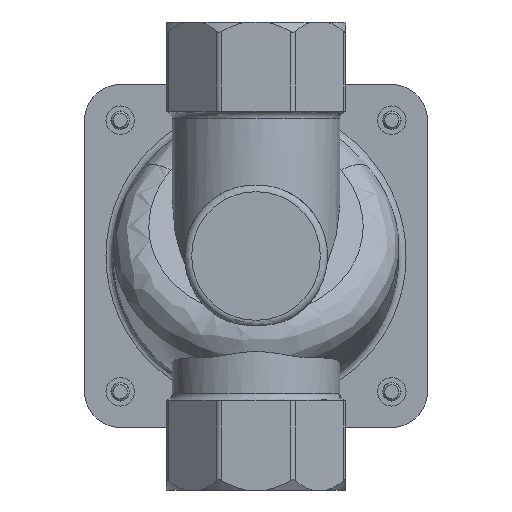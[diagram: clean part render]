
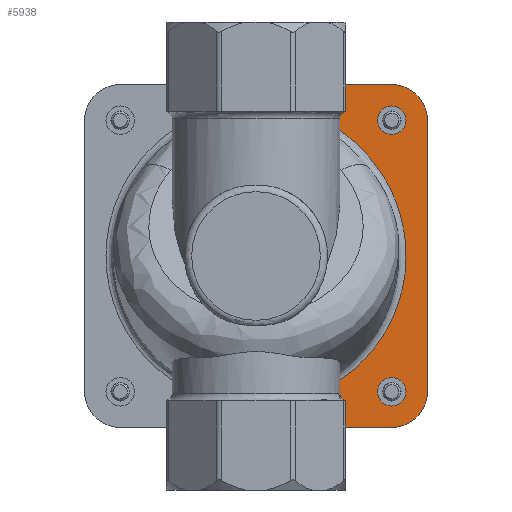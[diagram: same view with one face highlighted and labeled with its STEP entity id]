
A CAD part, front view. The second image highlights one B-rep face of the part: STEP entity #5938.
In plain terms, the highlighted planar face has unit normal (0, -1, 0).
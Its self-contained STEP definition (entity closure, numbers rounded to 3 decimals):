
#91=FACE_BOUND('',#1563,.T.);
#92=FACE_BOUND('',#1564,.T.);
#240=PLANE('',#6397);
#334=LINE('',#8674,#666);
#445=LINE('',#10892,#777);
#477=LINE('',#11537,#809);
#478=LINE('',#11541,#810);
#479=LINE('',#11544,#811);
#666=VECTOR('',#6867,10.);
#777=VECTOR('',#7160,10.);
#809=VECTOR('',#7296,10.);
#810=VECTOR('',#7299,10.);
#811=VECTOR('',#7302,10.);
#1214=FACE_OUTER_BOUND('',#1562,.T.);
#1562=EDGE_LOOP('',(#4549,#4550,#4551,#4552,#4553,#4554,#4555,#4556,#4557,
#4558,#4559,#4560,#4561));
#1563=EDGE_LOOP('',(#4562));
#1564=EDGE_LOOP('',(#4563));
#1848=CIRCLE('',#6398,10.);
#1849=CIRCLE('',#6399,10.);
#1850=CIRCLE('',#6400,4.);
#1851=CIRCLE('',#6401,4.);
#2237=B_SPLINE_CURVE_WITH_KNOTS('',3,(#10409,#10410,#10411,#10412,#10413,
#10414,#10415,#10416,#10417,#10418,#10419,#10420),.UNSPECIFIED.,.F.,.F.,
(4,2,2,2,2,4),(0.247,0.376,0.509,0.522,
0.616,0.745),.UNSPECIFIED.);
#2276=B_SPLINE_CURVE_WITH_KNOTS('',3,(#11467,#11468,#11469,#11470,#11471,
#11472,#11473,#11474,#11475,#11476,#11477,#11478),.UNSPECIFIED.,.F.,.F.,
(4,1,1,1,1,1,1,1,1,4),(-11.377,-9.993,-8.609,
-7.224,-5.84,-4.456,-3.072,
-2.379,-2.033,-1.978),.UNSPECIFIED.);
#2277=B_SPLINE_CURVE_WITH_KNOTS('',3,(#11479,#11480,#11481,#11482),
 .UNSPECIFIED.,.F.,.F.,(4,4),(1.245,1.248),
 .UNSPECIFIED.);
#2278=B_SPLINE_CURVE_WITH_KNOTS('',3,(#11485,#11486,#11487,#11488,#11489,
#11490),.UNSPECIFIED.,.F.,.F.,(4,2,4),(0.524,0.554,
0.59),.UNSPECIFIED.);
#2279=B_SPLINE_CURVE_WITH_KNOTS('',3,(#11491,#11492,#11493,#11494,#11495,
#11496),.UNSPECIFIED.,.F.,.F.,(4,2,4),(1.796,1.857,
1.926),.UNSPECIFIED.);
#2283=B_SPLINE_CURVE_WITH_KNOTS('',3,(#11526,#11527,#11528,#11529,#11530,
#11531,#11532,#11533,#11534,#11535),.UNSPECIFIED.,.F.,.F.,(4,2,2,2,4),(0.725,
0.767,0.848,0.946,1.008),
 .UNSPECIFIED.);
#2384=VERTEX_POINT('',#8666);
#2385=VERTEX_POINT('',#8673);
#2544=VERTEX_POINT('',#10403);
#2545=VERTEX_POINT('',#10408);
#2568=VERTEX_POINT('',#10889);
#2569=VERTEX_POINT('',#10891);
#2626=VERTEX_POINT('',#11458);
#2627=VERTEX_POINT('',#11466);
#2628=VERTEX_POINT('',#11484);
#2631=VERTEX_POINT('',#11536);
#2632=VERTEX_POINT('',#11538);
#2633=VERTEX_POINT('',#11540);
#2634=VERTEX_POINT('',#11542);
#2635=VERTEX_POINT('',#11545);
#2636=VERTEX_POINT('',#11547);
#2956=EDGE_CURVE('',#2384,#2385,#334,.T.);
#3197=EDGE_CURVE('',#2544,#2545,#2237,.F.);
#3239=EDGE_CURVE('',#2569,#2568,#445,.T.);
#3321=EDGE_CURVE('',#2626,#2627,#2276,.T.);
#3322=EDGE_CURVE('',#2627,#2544,#2277,.F.);
#3323=EDGE_CURVE('',#2545,#2628,#2278,.F.);
#3324=EDGE_CURVE('',#2384,#2628,#2279,.T.);
#3332=EDGE_CURVE('',#2626,#2569,#2283,.T.);
#3333=EDGE_CURVE('',#2568,#2631,#477,.T.);
#3334=EDGE_CURVE('',#2631,#2632,#1848,.T.);
#3335=EDGE_CURVE('',#2632,#2633,#478,.T.);
#3336=EDGE_CURVE('',#2633,#2634,#1849,.T.);
#3337=EDGE_CURVE('',#2634,#2385,#479,.T.);
#3338=EDGE_CURVE('',#2635,#2635,#1850,.T.);
#3339=EDGE_CURVE('',#2636,#2636,#1851,.T.);
#4549=ORIENTED_EDGE('',*,*,#3321,.F.);
#4550=ORIENTED_EDGE('',*,*,#3332,.T.);
#4551=ORIENTED_EDGE('',*,*,#3239,.T.);
#4552=ORIENTED_EDGE('',*,*,#3333,.T.);
#4553=ORIENTED_EDGE('',*,*,#3334,.T.);
#4554=ORIENTED_EDGE('',*,*,#3335,.T.);
#4555=ORIENTED_EDGE('',*,*,#3336,.T.);
#4556=ORIENTED_EDGE('',*,*,#3337,.T.);
#4557=ORIENTED_EDGE('',*,*,#2956,.F.);
#4558=ORIENTED_EDGE('',*,*,#3324,.T.);
#4559=ORIENTED_EDGE('',*,*,#3323,.F.);
#4560=ORIENTED_EDGE('',*,*,#3197,.F.);
#4561=ORIENTED_EDGE('',*,*,#3322,.F.);
#4562=ORIENTED_EDGE('',*,*,#3338,.T.);
#4563=ORIENTED_EDGE('',*,*,#3339,.T.);
#5938=ADVANCED_FACE('',(#1214,#91,#92),#240,.F.);
#6397=AXIS2_PLACEMENT_3D('',#11525,#7294,#7295);
#6398=AXIS2_PLACEMENT_3D('',#11539,#7297,#7298);
#6399=AXIS2_PLACEMENT_3D('',#11543,#7300,#7301);
#6400=AXIS2_PLACEMENT_3D('',#11546,#7303,#7304);
#6401=AXIS2_PLACEMENT_3D('',#11548,#7305,#7306);
#6867=DIRECTION('',(0.,0.,1.));
#7160=DIRECTION('',(0.,0.,-1.));
#7294=DIRECTION('center_axis',(0.,1.,0.));
#7295=DIRECTION('ref_axis',(0.,0.,1.));
#7296=DIRECTION('',(1.,0.,0.));
#7297=DIRECTION('center_axis',(0.,-1.,0.));
#7298=DIRECTION('ref_axis',(1.,0.,0.));
#7299=DIRECTION('',(0.,0.,1.));
#7300=DIRECTION('center_axis',(0.,-1.,0.));
#7301=DIRECTION('ref_axis',(0.,0.,1.));
#7302=DIRECTION('',(-1.,0.,0.));
#7303=DIRECTION('center_axis',(0.,1.,0.));
#7304=DIRECTION('ref_axis',(-1.,0.,0.));
#7305=DIRECTION('center_axis',(0.,1.,0.));
#7306=DIRECTION('ref_axis',(-1.,0.,0.));
#8666=CARTESIAN_POINT('',(18.396,17.098,-25.038));
#8673=CARTESIAN_POINT('',(18.396,17.098,-17.5));
#8674=CARTESIAN_POINT('',(18.396,17.098,-32.75));
#10403=CARTESIAN_POINT('',(20.788,17.098,-28.413));
#10408=CARTESIAN_POINT('',(16.564,17.098,-25.938));
#10409=CARTESIAN_POINT('Ctrl Pts',(16.564,17.098,-25.938));
#10410=CARTESIAN_POINT('Ctrl Pts',(16.952,17.098,-26.086));
#10411=CARTESIAN_POINT('Ctrl Pts',(17.281,17.098,-26.253));
#10412=CARTESIAN_POINT('Ctrl Pts',(17.844,17.098,-26.573));
#10413=CARTESIAN_POINT('Ctrl Pts',(18.113,17.098,-26.747));
#10414=CARTESIAN_POINT('Ctrl Pts',(18.458,17.098,-26.97));
#10415=CARTESIAN_POINT('Ctrl Pts',(18.529,17.098,-27.016));
#10416=CARTESIAN_POINT('Ctrl Pts',(18.941,17.098,-27.282));
#10417=CARTESIAN_POINT('Ctrl Pts',(19.167,17.098,-27.424));
#10418=CARTESIAN_POINT('Ctrl Pts',(19.904,17.098,-27.879));
#10419=CARTESIAN_POINT('Ctrl Pts',(20.324,17.098,-28.132));
#10420=CARTESIAN_POINT('Ctrl Pts',(20.788,17.098,-28.413));
#10889=CARTESIAN_POINT('',(18.396,17.098,-113.5));
#10891=CARTESIAN_POINT('',(18.396,17.098,-105.962));
#10892=CARTESIAN_POINT('',(18.396,17.098,-85.75));
#11458=CARTESIAN_POINT('',(16.145,17.098,-104.248));
#11466=CARTESIAN_POINT('',(20.811,17.098,-28.395));
#11467=CARTESIAN_POINT('Ctrl Pts',(16.145,17.098,-104.248));
#11468=CARTESIAN_POINT('Ctrl Pts',(20.404,17.098,-102.474));
#11469=CARTESIAN_POINT('Ctrl Pts',(28.333,17.098,-97.509));
#11470=CARTESIAN_POINT('Ctrl Pts',(37.175,17.098,-86.613));
#11471=CARTESIAN_POINT('Ctrl Pts',(42.015,17.098,-73.441));
#11472=CARTESIAN_POINT('Ctrl Pts',(42.338,17.098,-59.413));
#11473=CARTESIAN_POINT('Ctrl Pts',(38.12,17.098,-46.031));
#11474=CARTESIAN_POINT('Ctrl Pts',(31.218,17.098,-36.599));
#11475=CARTESIAN_POINT('Ctrl Pts',(25.052,17.098,-31.357));
#11476=CARTESIAN_POINT('Ctrl Pts',(22.064,17.098,-29.26));
#11477=CARTESIAN_POINT('Ctrl Pts',(20.963,17.098,-28.501));
#11478=CARTESIAN_POINT('Ctrl Pts',(20.811,17.098,-28.395));
#11479=CARTESIAN_POINT('Ctrl Pts',(20.788,17.098,-28.413));
#11480=CARTESIAN_POINT('Ctrl Pts',(20.795,17.098,-28.407));
#11481=CARTESIAN_POINT('Ctrl Pts',(20.803,17.098,-28.401));
#11482=CARTESIAN_POINT('Ctrl Pts',(20.811,17.098,-28.395));
#11484=CARTESIAN_POINT('',(17.094,17.098,-25.5));
#11485=CARTESIAN_POINT('Ctrl Pts',(17.094,17.098,-25.5));
#11486=CARTESIAN_POINT('Ctrl Pts',(17.002,17.098,-25.557));
#11487=CARTESIAN_POINT('Ctrl Pts',(16.916,17.098,-25.618));
#11488=CARTESIAN_POINT('Ctrl Pts',(16.745,17.098,-25.755));
#11489=CARTESIAN_POINT('Ctrl Pts',(16.65,17.098,-25.842));
#11490=CARTESIAN_POINT('Ctrl Pts',(16.564,17.098,-25.938));
#11491=CARTESIAN_POINT('Ctrl Pts',(18.396,17.098,-25.038));
#11492=CARTESIAN_POINT('Ctrl Pts',(18.174,17.098,-25.069));
#11493=CARTESIAN_POINT('Ctrl Pts',(17.953,17.098,-25.123));
#11494=CARTESIAN_POINT('Ctrl Pts',(17.542,17.098,-25.262));
#11495=CARTESIAN_POINT('Ctrl Pts',(17.304,17.098,-25.369));
#11496=CARTESIAN_POINT('Ctrl Pts',(17.094,17.098,-25.5));
#11525=CARTESIAN_POINT('Origin',(0.,17.098,
-65.5));
#11526=CARTESIAN_POINT('Ctrl Pts',(16.145,17.098,-104.248));
#11527=CARTESIAN_POINT('Ctrl Pts',(16.172,17.098,-104.397));
#11528=CARTESIAN_POINT('Ctrl Pts',(16.226,17.098,-104.545));
#11529=CARTESIAN_POINT('Ctrl Pts',(16.413,17.098,-104.909));
#11530=CARTESIAN_POINT('Ctrl Pts',(16.628,17.098,-105.151));
#11531=CARTESIAN_POINT('Ctrl Pts',(17.095,17.098,-105.525));
#11532=CARTESIAN_POINT('Ctrl Pts',(17.447,17.098,-105.706));
#11533=CARTESIAN_POINT('Ctrl Pts',(17.953,17.098,-105.877));
#11534=CARTESIAN_POINT('Ctrl Pts',(18.174,17.098,-105.931));
#11535=CARTESIAN_POINT('Ctrl Pts',(18.396,17.098,-105.962));
#11536=CARTESIAN_POINT('',(38.,17.098,-113.5));
#11537=CARTESIAN_POINT('',(38.,17.098,-113.5));
#11538=CARTESIAN_POINT('',(48.,17.098,-103.5));
#11539=CARTESIAN_POINT('Origin',(38.,17.098,-103.5));
#11540=CARTESIAN_POINT('',(48.,17.098,-27.5));
#11541=CARTESIAN_POINT('',(48.,17.098,-27.5));
#11542=CARTESIAN_POINT('',(38.,17.098,-17.5));
#11543=CARTESIAN_POINT('Origin',(38.,17.098,-27.5));
#11544=CARTESIAN_POINT('',(-38.,17.098,-17.5));
#11545=CARTESIAN_POINT('',(42.,17.098,-103.5));
#11546=CARTESIAN_POINT('Origin',(38.,17.098,-103.5));
#11547=CARTESIAN_POINT('',(42.,17.098,-27.5));
#11548=CARTESIAN_POINT('Origin',(38.,17.098,-27.5));
